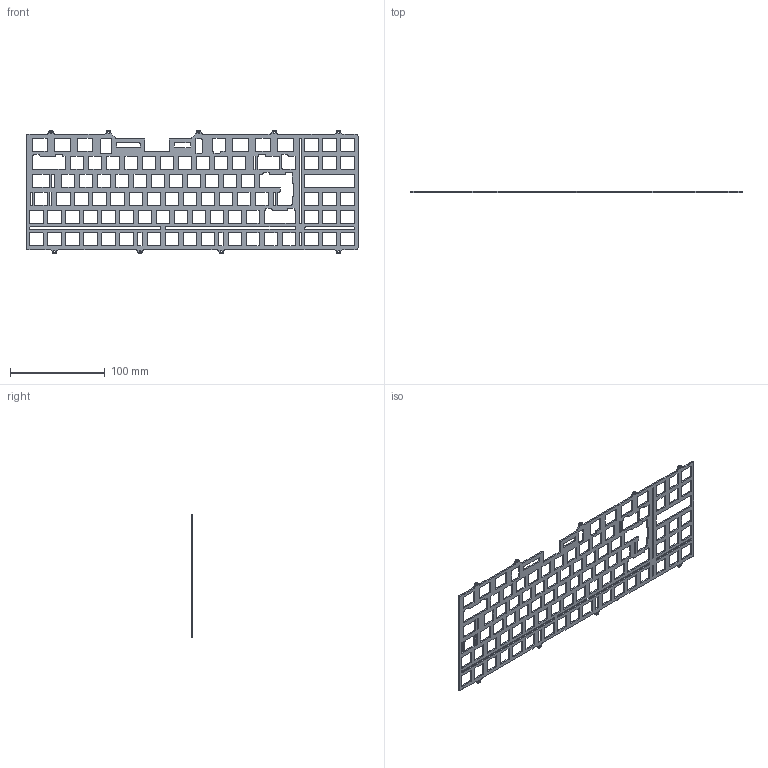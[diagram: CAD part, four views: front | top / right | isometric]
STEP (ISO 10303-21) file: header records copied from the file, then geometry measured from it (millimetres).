
FILE_DESCRIPTION(/* description */ (''),/* implementation_level */ '2;1');
FILE_NAME(/* name */ 'KBD8X-MKII Plate 0410.step',/* time_stamp */ '2020-04-10T14:42:25+08:00',/* author */ (''),/* organization */ (''),/* preprocessor_version */ 'ST-DEVELOPER v18',/* originating_system */ 'Autodesk Translation Framework v8.6.0.1094',/* authorisation */ '');
FILE_SCHEMA (('AUTOMOTIVE_DESIGN { 1 0 10303 214 3 1 1 }'));
Length unit declared in the file: millimetre
Products named in the file (1): (未保存)
Bounding box: 350.61 x 1.5 x 130.71 mm (x, y, z)
Volume: 30727.1 mm3; surface area: 52507.9 mm2
Topology: 1 solids, 1 shells, 1048 faces, 3138 edges, 2092 vertices
Faces by surface type: cylinder 544, plane 504
Full cylindrical faces by diameter (mm): 2.3 x9
Entity records: 36130 total; most frequent: DIRECTION 6324, CARTESIAN_POINT 6279, ORIENTED_EDGE 6276, EDGE_CURVE 3138, AXIS2_PLACEMENT_3D 2137, VERTEX_POINT 2092, LINE 2050, VECTOR 2050
